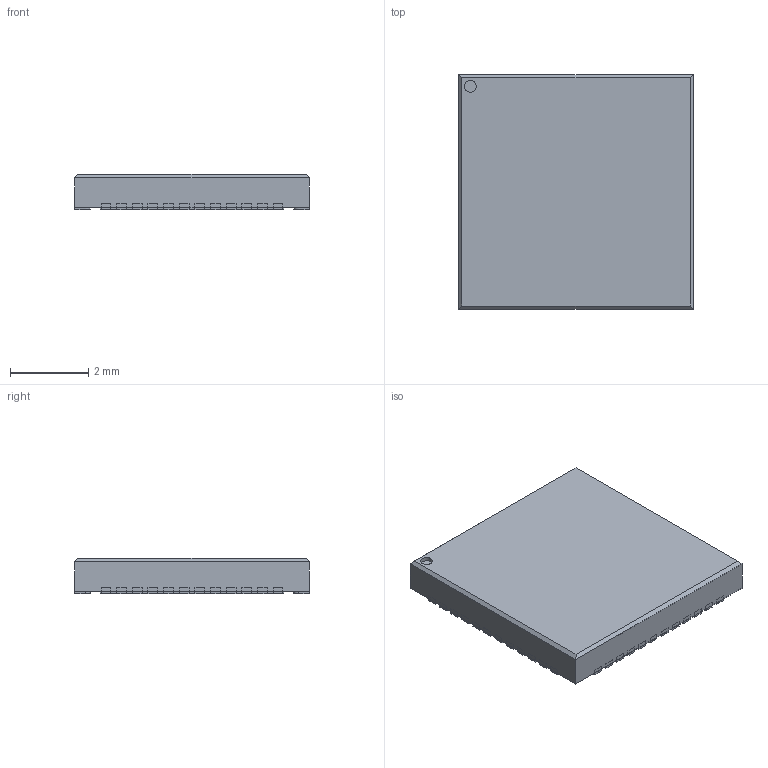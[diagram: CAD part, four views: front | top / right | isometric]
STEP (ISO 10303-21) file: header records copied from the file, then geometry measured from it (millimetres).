
FILE_DESCRIPTION(/* description */ (''),/* implementation_level */ '2;1');
FILE_NAME(/* name */ '24934221.stp',/* time_stamp */ '2020-11-23T12:55:56+00:00',/* author */ (''),/* organization */ (''),/* preprocessor_version */ 'ST-DEVELOPER v18.1',/* originating_system */ 'Autodesk Translation Framework v9.3.0.1241',/* authorisation */ '');
FILE_SCHEMA (('AUTOMOTIVE_DESIGN { 1 0 10303 214 3 1 1 }'));
Length unit declared in the file: millimetre
Products named in the file (2): QFN40P600X600X90-49T470N; Model
Assembly tree (1 placements, depth 2):
  QFN40P600X600X90-49T470N
    Model
Bounding box: 6 x 6 x 0.9 mm (x, y, z)
Volume: 32.2 mm3; surface area: 158.8 mm2
Topology: 98 solids, 98 shells, 690 faces, 1475 edges, 982 vertices
Faces by surface type: plane 569, cylinder 121
Full cylindrical faces by diameter (mm): 0.3 x1
Entity records: 18426 total; most frequent: CARTESIAN_POINT 3150, DIRECTION 3103, ORIENTED_EDGE 2950, EDGE_CURVE 1475, LINE 1233, VECTOR 1233, VERTEX_POINT 982, AXIS2_PLACEMENT_3D 935
